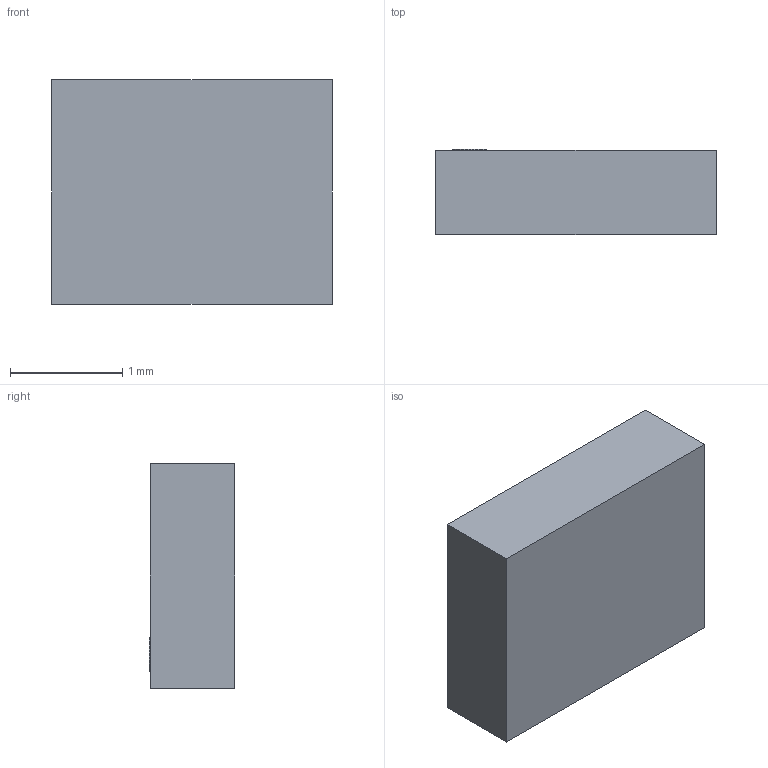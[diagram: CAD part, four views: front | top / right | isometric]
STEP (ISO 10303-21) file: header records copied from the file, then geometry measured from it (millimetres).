
FILE_DESCRIPTION (( 'STEP AP203' ), '1' );
FILE_NAME ('body_1.STEP.STEP.STEP', '2024-06-07T17:18:54', ( '' ), ( '' ), 'SwSTEP 2.0', 'SolidWorks 2023', '' );
FILE_SCHEMA (( 'CONFIG_CONTROL_DESIGN' ));
Length unit declared in the file: millimetre
Products named in the file (1): body_1.STEP.STEP
Bounding box: 2.5 x 0.76 x 2 mm (x, y, z)
Volume: 3.8 mm3; surface area: 16.8 mm2
Topology: 1 solids, 1 shells, 9 faces, 18 edges, 12 vertices
Faces by surface type: plane 7, cylinder 2
Entity records: 311 total; most frequent: DIRECTION 42, CARTESIAN_POINT 40, ORIENTED_EDGE 36, EDGE_CURVE 18, AXIS2_PLACEMENT_3D 14, LINE 14, VECTOR 14, VERTEX_POINT 12
